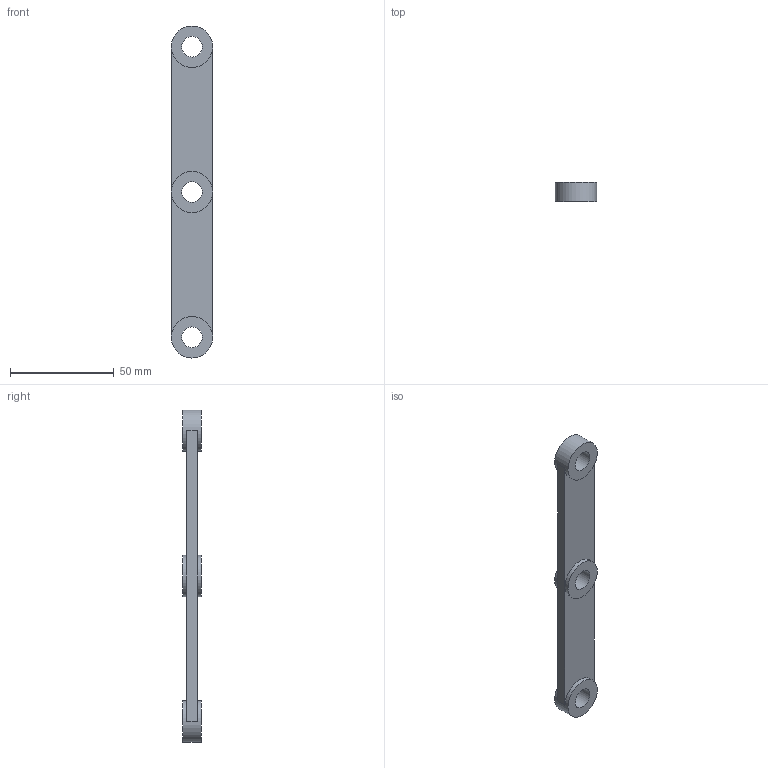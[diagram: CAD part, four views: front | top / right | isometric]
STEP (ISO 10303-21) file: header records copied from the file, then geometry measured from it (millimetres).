
FILE_DESCRIPTION(/* description */ ('STEP AP242','CAx-IF Rec.Pracs.---Representation and Presentation of Product Manufacturing Information (PMI)---4.0---2014-10-13','CAx-IF Rec.Pracs.---3D Tessellated Geometry---0.4---2014-09-14','2;1'),/* implementation_level */ '2;1');
FILE_NAME(/* name */ 'Assembly 2 - Part 3 (6)',/* time_stamp */ '2025-09-15T21:43:10Z',/* author */ (''),/* organization */ (''),/* preprocessor_version */ 'ST-DEVELOPER v20',/* originating_system */ 'ONSHAPE BY PTC INC, 1.203',/* authorisation */ ' ');
FILE_SCHEMA (('AP242_MANAGED_MODEL_BASED_3D_ENGINEERING_MIM_LF { 1 0 10303 442 1 1 4 }'));
Length unit declared in the file: centimetre
Products named in the file (1): Part 3
Bounding box: 20 x 9 x 160 mm (x, y, z)
Volume: 17220.1 mm3; surface area: 9073.5 mm2
Topology: 1 solids, 1 shells, 19 faces, 41 edges, 24 vertices
Faces by surface type: plane 12, cylinder 7
Full cylindrical faces by diameter (mm): 10 x3, 20 x4
Entity records: 504 total; most frequent: DIRECTION 92, CARTESIAN_POINT 76, ORIENTED_EDGE 64, AXIS2_PLACEMENT_3D 40, EDGE_LOOP 34, FACE_BOUND 34, EDGE_CURVE 32, VERTEX_POINT 24
